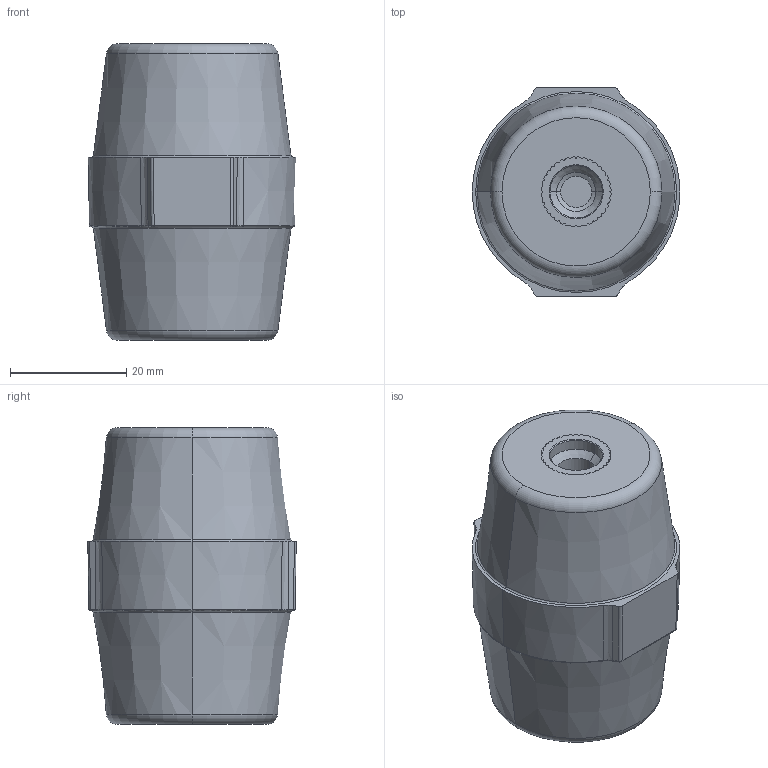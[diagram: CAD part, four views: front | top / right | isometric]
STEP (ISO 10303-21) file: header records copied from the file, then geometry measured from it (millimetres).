
FILE_DESCRIPTION (( 'STEP AP214' ), '1' );
FILE_NAME ('YIS11-51-08-K05 Èçîëÿòîð îïîðíûé SM51 (Ì8) IEK.STEP', '2024-06-18T11:01:26', ( '' ), ( '' ), 'SwSTEP 2.0', 'SolidWorks 2022', '' );
FILE_SCHEMA (( 'AUTOMOTIVE_DESIGN' ));
Length unit declared in the file: millimetre
Products named in the file (4): MH-51-000_01_IZOLJATOR_OPORN.stp; YIS11-51-08-K05 Изолятор опорный SM51 (М8) IEK; M8X15XD12_GAIKA_ZAKLADNAJA.stp; mh-51-000_izol_oporn_m8x15xd12_asm.stp
Assembly tree (4 placements, depth 3):
  YIS11-51-08-K05 Изолятор опорный SM51 (М8) IEK
    mh-51-000_izol_oporn_m8x15xd12_asm.stp
      MH-51-000_01_IZOLJATOR_OPORN.stp
      M8X15XD12_GAIKA_ZAKLADNAJA.stp  x2
Bounding box: 35.64 x 35.8 x 51 mm (x, y, z)
Volume: 41291.7 mm3; surface area: 10246.4 mm2
Topology: 3 solids, 3 shells, 1845 faces, 5411 edges, 3594 vertices
Faces by surface type: plane 898, cylinder 898, cone 23, torus 22, bspline 4
Entity records: 49775 total; most frequent: CARTESIAN_POINT 12111, ORIENTED_EDGE 8150, DIRECTION 7817, EDGE_CURVE 4075, VERTEX_POINT 2706, AXIS2_PLACEMENT_3D 2690, LINE 2437, VECTOR 2437
